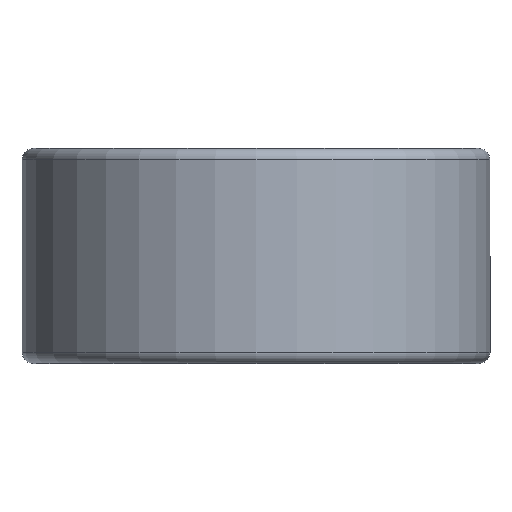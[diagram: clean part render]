
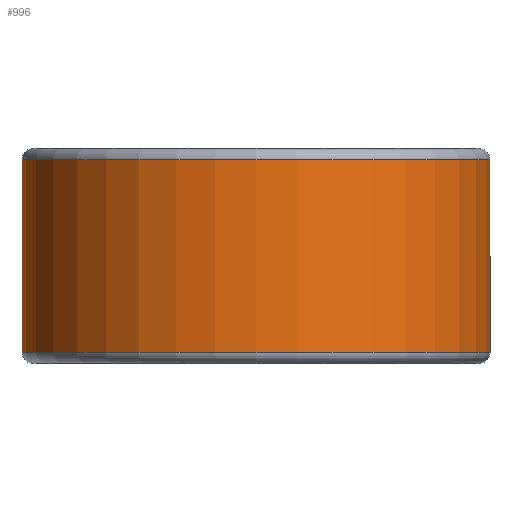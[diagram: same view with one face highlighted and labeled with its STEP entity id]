
A CAD part, front view. The second image highlights one B-rep face of the part: STEP entity #996.
In plain terms, the highlighted cylindrical face has radius 15.469 mm (diameter 30.937 mm), a partial arc.
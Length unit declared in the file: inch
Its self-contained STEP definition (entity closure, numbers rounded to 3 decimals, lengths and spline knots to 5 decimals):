
#46 = EDGE_CURVE ( 'NONE', #804, #1228, #199, .T. ) ;
#69 = CARTESIAN_POINT ( 'NONE',  ( -0.078, -1.5, 0.25 ) ) ;
#199 = CIRCLE ( 'NONE', #2634, 0.609 ) ;
#221 = VERTEX_POINT ( 'NONE', #1353 ) ;
#242 = DIRECTION ( 'NONE',  ( 1., 0., 0. ) ) ;
#424 = CARTESIAN_POINT ( 'NONE',  ( 0.531, -1.5, 0.25 ) ) ;
#436 = VERTEX_POINT ( 'NONE', #1171 ) ;
#532 = EDGE_CURVE ( 'NONE', #221, #1228, #2033, .T. ) ;
#636 = DIRECTION ( 'NONE',  ( 1., 0., 0. ) ) ;
#748 = DIRECTION ( 'NONE',  ( 1., 0., 0. ) ) ;
#774 = CARTESIAN_POINT ( 'NONE',  ( 0.531, -1.5, -0.25 ) ) ;
#804 = VERTEX_POINT ( 'NONE', #69 ) ;
#920 = CARTESIAN_POINT ( 'NONE',  ( -0.078, -1.5, 0.25 ) ) ;
#951 = CARTESIAN_POINT ( 'NONE',  ( 0.531, -1.5, 0. ) ) ;
#973 = ORIENTED_EDGE ( 'NONE', *, *, #46, .F. ) ;
#979 = DIRECTION ( 'NONE',  ( 0., 0., 1. ) ) ;
#996 = ADVANCED_FACE ( 'NONE', ( #1258 ), #2600, .T. ) ;
#1015 = CARTESIAN_POINT ( 'NONE',  ( 1.14, -1.5, 0.25 ) ) ;
#1068 = AXIS2_PLACEMENT_3D ( 'NONE', #774, #2256, #242 ) ;
#1079 = EDGE_CURVE ( 'NONE', #436, #221, #1223, .T. ) ;
#1171 = CARTESIAN_POINT ( 'NONE',  ( -0.078, -1.5, -0.25 ) ) ;
#1223 = CIRCLE ( 'NONE', #1068, 0.609 ) ;
#1228 = VERTEX_POINT ( 'NONE', #1015 ) ;
#1258 = FACE_OUTER_BOUND ( 'NONE', #2286, .T. ) ;
#1353 = CARTESIAN_POINT ( 'NONE',  ( 1.14, -1.5, -0.25 ) ) ;
#1733 = EDGE_CURVE ( 'NONE', #804, #436, #2431, .T. ) ;
#1742 = ORIENTED_EDGE ( 'NONE', *, *, #1079, .T. ) ;
#1837 = CARTESIAN_POINT ( 'NONE',  ( 1.14, -1.5, 0. ) ) ;
#1887 = VECTOR ( 'NONE', #2395, 39.37008 ) ;
#1904 = ORIENTED_EDGE ( 'NONE', *, *, #532, .T. ) ;
#1907 = DIRECTION ( 'NONE',  ( 0., 0., 1. ) ) ;
#1974 = VECTOR ( 'NONE', #979, 39.37008 ) ;
#2033 = LINE ( 'NONE', #1837, #1974 ) ;
#2256 = DIRECTION ( 'NONE',  ( 0., 0., 1. ) ) ;
#2286 = EDGE_LOOP ( 'NONE', ( #1742, #1904, #973, #2662 ) ) ;
#2395 = DIRECTION ( 'NONE',  ( 0., 0., -1. ) ) ;
#2403 = AXIS2_PLACEMENT_3D ( 'NONE', #951, #2419, #748 ) ;
#2419 = DIRECTION ( 'NONE',  ( 0., 0., 1. ) ) ;
#2431 = LINE ( 'NONE', #920, #1887 ) ;
#2600 = CYLINDRICAL_SURFACE ( 'NONE', #2403, 0.609 ) ;
#2634 = AXIS2_PLACEMENT_3D ( 'NONE', #424, #1907, #636 ) ;
#2662 = ORIENTED_EDGE ( 'NONE', *, *, #1733, .T. ) ;
